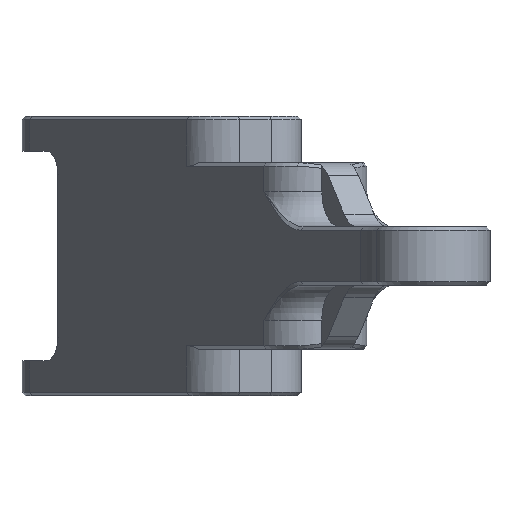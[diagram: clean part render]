
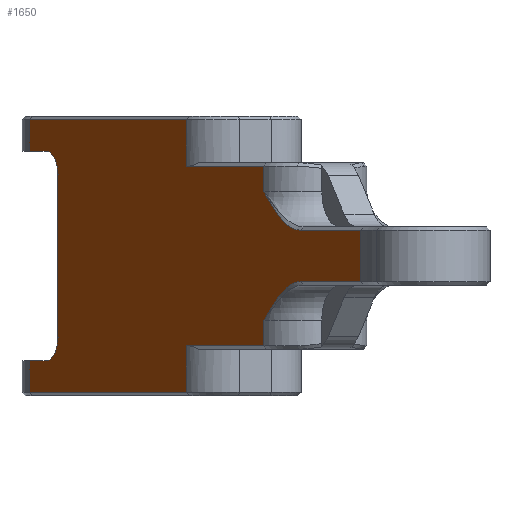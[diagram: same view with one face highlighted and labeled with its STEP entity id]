
A CAD part, left-side view. The second image highlights one B-rep face of the part: STEP entity #1650.
In plain terms, the highlighted planar face has unit normal (-0.5, 0.866, 0).
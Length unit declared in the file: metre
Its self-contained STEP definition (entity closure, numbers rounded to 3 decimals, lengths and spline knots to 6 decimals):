
#46=B_SPLINE_CURVE_WITH_KNOTS('',3,(#2630,#2631,#2632,#2633,#2634,#2635,
#2636,#2637,#2638,#2639,#2640,#2641,#2642,#2643,#2644,#2645),
 .UNSPECIFIED.,.F.,.F.,(4,1,1,1,1,1,1,1,1,1,1,1,1,4),(0.,0.125,0.1875,0.21875,
0.25,0.28125,0.3125,0.375,0.4375,0.5,0.5625,0.625,0.75,1.),
 .UNSPECIFIED.);
#47=B_SPLINE_CURVE_WITH_KNOTS('',3,(#2653,#2654,#2655,#2656,#2657,#2658,
#2659,#2660,#2661,#2662,#2663,#2664,#2665,#2666,#2667,#2668,#2669,#2670),
 .UNSPECIFIED.,.F.,.F.,(4,1,1,1,1,1,1,1,1,1,1,1,1,1,1,4),(0.,0.25,0.375,
0.4375,0.46875,0.5,0.53125,0.5625,0.625,0.6875,0.71875,0.75,0.78125,0.8125,
0.875,1.),.UNSPECIFIED.);
#140=LINE('',#2599,#275);
#141=LINE('',#2602,#276);
#142=LINE('',#2604,#277);
#143=LINE('',#2606,#278);
#144=LINE('',#2608,#279);
#145=LINE('',#2610,#280);
#146=LINE('',#2614,#281);
#147=LINE('',#2618,#282);
#148=LINE('',#2620,#283);
#149=LINE('',#2622,#284);
#150=LINE('',#2624,#285);
#151=LINE('',#2626,#286);
#152=LINE('',#2628,#287);
#153=LINE('',#2647,#288);
#154=LINE('',#2649,#289);
#155=LINE('',#2651,#290);
#275=VECTOR('',#2032,1.);
#276=VECTOR('',#2033,1.);
#277=VECTOR('',#2034,1.);
#278=VECTOR('',#2035,1.);
#279=VECTOR('',#2036,1.);
#280=VECTOR('',#2037,1.);
#281=VECTOR('',#2040,1.);
#282=VECTOR('',#2043,1.);
#283=VECTOR('',#2044,1.);
#284=VECTOR('',#2045,1.);
#285=VECTOR('',#2046,1.);
#286=VECTOR('',#2047,1.);
#287=VECTOR('',#2048,1.);
#288=VECTOR('',#2049,1.);
#289=VECTOR('',#2050,1.);
#290=VECTOR('',#2051,1.);
#440=ORIENTED_EDGE('',*,*,#944,.T.);
#441=ORIENTED_EDGE('',*,*,#945,.T.);
#442=ORIENTED_EDGE('',*,*,#946,.T.);
#443=ORIENTED_EDGE('',*,*,#947,.T.);
#444=ORIENTED_EDGE('',*,*,#948,.T.);
#445=ORIENTED_EDGE('',*,*,#949,.T.);
#446=ORIENTED_EDGE('',*,*,#950,.T.);
#447=ORIENTED_EDGE('',*,*,#951,.F.);
#448=ORIENTED_EDGE('',*,*,#952,.T.);
#449=ORIENTED_EDGE('',*,*,#953,.F.);
#450=ORIENTED_EDGE('',*,*,#954,.T.);
#451=ORIENTED_EDGE('',*,*,#955,.T.);
#452=ORIENTED_EDGE('',*,*,#956,.T.);
#453=ORIENTED_EDGE('',*,*,#957,.T.);
#454=ORIENTED_EDGE('',*,*,#958,.T.);
#455=ORIENTED_EDGE('',*,*,#959,.T.);
#456=ORIENTED_EDGE('',*,*,#960,.T.);
#457=ORIENTED_EDGE('',*,*,#961,.F.);
#458=ORIENTED_EDGE('',*,*,#962,.T.);
#459=ORIENTED_EDGE('',*,*,#963,.T.);
#944=EDGE_CURVE('',#1195,#1196,#140,.F.);
#945=EDGE_CURVE('',#1196,#1197,#141,.T.);
#946=EDGE_CURVE('',#1197,#1198,#142,.T.);
#947=EDGE_CURVE('',#1198,#1199,#143,.T.);
#948=EDGE_CURVE('',#1199,#1200,#144,.T.);
#949=EDGE_CURVE('',#1200,#1201,#145,.T.);
#950=EDGE_CURVE('',#1201,#1202,#1319,.T.);
#951=EDGE_CURVE('',#1203,#1202,#146,.T.);
#952=EDGE_CURVE('',#1203,#1204,#1320,.T.);
#953=EDGE_CURVE('',#1205,#1204,#147,.T.);
#954=EDGE_CURVE('',#1205,#1206,#148,.T.);
#955=EDGE_CURVE('',#1206,#1207,#149,.T.);
#956=EDGE_CURVE('',#1207,#1208,#150,.T.);
#957=EDGE_CURVE('',#1208,#1209,#151,.T.);
#958=EDGE_CURVE('',#1209,#1210,#152,.F.);
#959=EDGE_CURVE('',#1210,#1211,#46,.T.);
#960=EDGE_CURVE('',#1211,#1212,#153,.T.);
#961=EDGE_CURVE('',#1213,#1212,#154,.T.);
#962=EDGE_CURVE('',#1213,#1214,#155,.T.);
#963=EDGE_CURVE('',#1214,#1195,#47,.T.);
#1195=VERTEX_POINT('',#2600);
#1196=VERTEX_POINT('',#2601);
#1197=VERTEX_POINT('',#2603);
#1198=VERTEX_POINT('',#2605);
#1199=VERTEX_POINT('',#2607);
#1200=VERTEX_POINT('',#2609);
#1201=VERTEX_POINT('',#2611);
#1202=VERTEX_POINT('',#2613);
#1203=VERTEX_POINT('',#2615);
#1204=VERTEX_POINT('',#2617);
#1205=VERTEX_POINT('',#2619);
#1206=VERTEX_POINT('',#2621);
#1207=VERTEX_POINT('',#2623);
#1208=VERTEX_POINT('',#2625);
#1209=VERTEX_POINT('',#2627);
#1210=VERTEX_POINT('',#2629);
#1211=VERTEX_POINT('',#2646);
#1212=VERTEX_POINT('',#2648);
#1213=VERTEX_POINT('',#2650);
#1214=VERTEX_POINT('',#2652);
#1319=CIRCLE('',#1788,0.002);
#1320=CIRCLE('',#1789,0.002);
#1385=EDGE_LOOP('',(#440,#441,#442,#443,#444,#445,#446,#447,#448,#449,#450,
#451,#452,#453,#454,#455,#456,#457,#458,#459));
#1498=FACE_BOUND('',#1385,.T.);
#1606=PLANE('',#1787);
#1650=ADVANCED_FACE('',(#1498),#1606,.F.);
#1787=AXIS2_PLACEMENT_3D('',#2598,#2030,#2031);
#1788=AXIS2_PLACEMENT_3D('',#2612,#2038,#2039);
#1789=AXIS2_PLACEMENT_3D('',#2616,#2041,#2042);
#2030=DIRECTION('',(0.5,-0.866,0.));
#2031=DIRECTION('',(0.866,0.5,0.));
#2032=DIRECTION('',(0.,0.,-1.));
#2033=DIRECTION('',(0.866,0.5,0.));
#2034=DIRECTION('',(0.,0.,1.));
#2035=DIRECTION('',(0.866,0.5,0.));
#2036=DIRECTION('',(0.,0.,-1.));
#2037=DIRECTION('',(-0.866,-0.5,0.));
#2038=DIRECTION('',(0.5,-0.866,0.));
#2039=DIRECTION('',(0.866,0.5,0.));
#2040=DIRECTION('',(0.,0.,1.));
#2041=DIRECTION('',(0.5,-0.866,0.));
#2042=DIRECTION('',(0.866,0.5,0.));
#2043=DIRECTION('',(-0.866,-0.5,0.));
#2044=DIRECTION('',(0.,0.,-1.));
#2045=DIRECTION('',(-0.866,-0.5,0.));
#2046=DIRECTION('',(0.,0.,1.));
#2047=DIRECTION('',(-0.866,-0.5,0.));
#2048=DIRECTION('',(0.,0.,-1.));
#2049=DIRECTION('',(-0.866,-0.5,0.));
#2050=DIRECTION('',(0.,0.,-1.));
#2051=DIRECTION('',(0.866,0.5,0.));
#2598=CARTESIAN_POINT('',(0.014946,-0.018386,0.012));
#2599=CARTESIAN_POINT('',(-0.002592,-0.028511,0.008));
#2600=CARTESIAN_POINT('',(-0.002592,-0.028511,0.0055));
#2601=CARTESIAN_POINT('',(-0.002592,-0.028511,0.0077));
#2602=CARTESIAN_POINT('',(0.008921,-0.021865,0.0077));
#2603=CARTESIAN_POINT('',(0.008921,-0.021865,0.0077));
#2604=CARTESIAN_POINT('',(0.008921,-0.021865,0.012));
#2605=CARTESIAN_POINT('',(0.008921,-0.021865,0.0117));
#2606=CARTESIAN_POINT('',(0.032266,-0.008386,0.0117));
#2607=CARTESIAN_POINT('',(0.032266,-0.008386,0.0117));
#2608=CARTESIAN_POINT('',(0.032266,-0.008386,0.012));
#2609=CARTESIAN_POINT('',(0.032266,-0.008386,0.009));
#2610=CARTESIAN_POINT('',(0.014946,-0.018386,0.009));
#2611=CARTESIAN_POINT('',(0.029783,-0.00982,0.009));
#2612=CARTESIAN_POINT('',(0.029783,-0.00982,0.007));
#2613=CARTESIAN_POINT('',(0.028051,-0.01082,0.007));
#2614=CARTESIAN_POINT('',(0.028051,-0.01082,-0.009002));
#2615=CARTESIAN_POINT('',(0.028051,-0.01082,-0.007));
#2616=CARTESIAN_POINT('',(0.029783,-0.00982,-0.007));
#2617=CARTESIAN_POINT('',(0.029783,-0.00982,-0.009));
#2618=CARTESIAN_POINT('',(0.014946,-0.018386,-0.009));
#2619=CARTESIAN_POINT('',(0.032266,-0.008386,-0.009));
#2620=CARTESIAN_POINT('',(0.032266,-0.008386,0.012));
#2621=CARTESIAN_POINT('',(0.032266,-0.008386,-0.0117));
#2622=CARTESIAN_POINT('',(0.014946,-0.018386,-0.0117));
#2623=CARTESIAN_POINT('',(0.008921,-0.021865,-0.0117));
#2624=CARTESIAN_POINT('',(0.008921,-0.021865,0.012));
#2625=CARTESIAN_POINT('',(0.008921,-0.021865,-0.0077));
#2626=CARTESIAN_POINT('',(0.014946,-0.018386,-0.0077));
#2627=CARTESIAN_POINT('',(-0.002592,-0.028511,-0.0077));
#2628=CARTESIAN_POINT('',(-0.002592,-0.028511,-0.0025));
#2629=CARTESIAN_POINT('',(-0.002592,-0.028511,-0.0055));
#2630=CARTESIAN_POINT('',(-0.002592,-0.028511,-0.0055));
#2631=CARTESIAN_POINT('',(-0.002849,-0.02866,-0.005236));
#2632=CARTESIAN_POINT('',(-0.003193,-0.028859,-0.004889));
#2633=CARTESIAN_POINT('',(-0.003507,-0.02904,-0.00458));
#2634=CARTESIAN_POINT('',(-0.003675,-0.029137,-0.004419));
#2635=CARTESIAN_POINT('',(-0.003759,-0.029185,-0.004339));
#2636=CARTESIAN_POINT('',(-0.003949,-0.029295,-0.004163));
#2637=CARTESIAN_POINT('',(-0.004161,-0.029418,-0.003973));
#2638=CARTESIAN_POINT('',(-0.004431,-0.029573,-0.003741));
#2639=CARTESIAN_POINT('',(-0.004749,-0.029757,-0.003488));
#2640=CARTESIAN_POINT('',(-0.005017,-0.029912,-0.003287));
#2641=CARTESIAN_POINT('',(-0.005425,-0.030147,-0.003013));
#2642=CARTESIAN_POINT('',(-0.005914,-0.03043,-0.00273));
#2643=CARTESIAN_POINT('',(-0.006783,-0.030931,-0.002333));
#2644=CARTESIAN_POINT('',(-0.007501,-0.031346,-0.002201));
#2645=CARTESIAN_POINT('',(-0.007973,-0.031618,-0.0022));
#2646=CARTESIAN_POINT('',(-0.007973,-0.031618,-0.0022));
#2647=CARTESIAN_POINT('',(-0.01698,-0.036818,-0.0022));
#2648=CARTESIAN_POINT('',(-0.01698,-0.036818,-0.0022));
#2649=CARTESIAN_POINT('',(-0.01698,-0.036818,0.008));
#2650=CARTESIAN_POINT('',(-0.01698,-0.036818,0.0022));
#2651=CARTESIAN_POINT('',(0.014946,-0.018386,0.0022));
#2652=CARTESIAN_POINT('',(-0.007973,-0.031618,0.0022));
#2653=CARTESIAN_POINT('',(-0.007973,-0.031618,0.0022));
#2654=CARTESIAN_POINT('',(-0.007501,-0.031346,0.002201));
#2655=CARTESIAN_POINT('',(-0.00678,-0.030929,0.002336));
#2656=CARTESIAN_POINT('',(-0.005919,-0.030433,0.002726));
#2657=CARTESIAN_POINT('',(-0.005479,-0.030179,0.002983));
#2658=CARTESIAN_POINT('',(-0.005233,-0.030036,0.003141));
#2659=CARTESIAN_POINT('',(-0.005028,-0.029918,0.003282));
#2660=CARTESIAN_POINT('',(-0.004896,-0.029842,0.003379));
#2661=CARTESIAN_POINT('',(-0.004689,-0.029722,0.003535));
#2662=CARTESIAN_POINT('',(-0.004434,-0.029575,0.003739));
#2663=CARTESIAN_POINT('',(-0.004161,-0.029418,0.003973));
#2664=CARTESIAN_POINT('',(-0.003949,-0.029295,0.004163));
#2665=CARTESIAN_POINT('',(-0.003759,-0.029185,0.004339));
#2666=CARTESIAN_POINT('',(-0.003675,-0.029137,0.004419));
#2667=CARTESIAN_POINT('',(-0.003507,-0.02904,0.00458));
#2668=CARTESIAN_POINT('',(-0.003193,-0.028859,0.004889));
#2669=CARTESIAN_POINT('',(-0.002849,-0.02866,0.005236));
#2670=CARTESIAN_POINT('',(-0.002592,-0.028511,0.0055));
